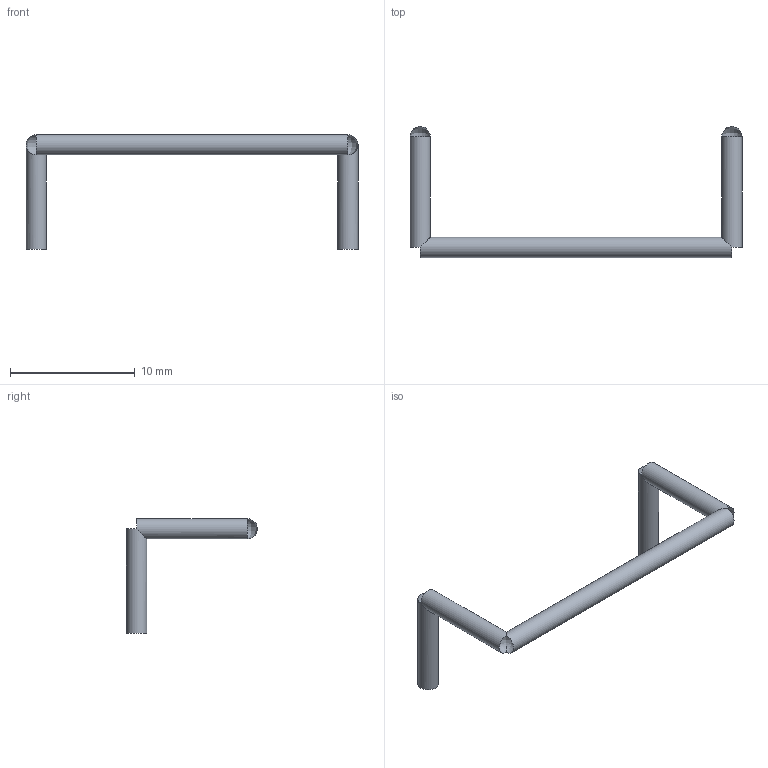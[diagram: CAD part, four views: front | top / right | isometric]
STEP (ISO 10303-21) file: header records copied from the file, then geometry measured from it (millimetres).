
FILE_DESCRIPTION(('FreeCAD Model'),'2;1');
FILE_NAME('Open CASCADE Shape Model','2026-01-29T21:22:08',('Author'),( ''),'Open CASCADE STEP processor 7.9','FreeCAD','Unknown');
FILE_SCHEMA(('AUTOMOTIVE_DESIGN { 1 0 10303 214 1 1 1 1 }'));
Length unit declared in the file: millimetre
Products named in the file (1): Wire Body
Bounding box: 26.63 x 10.52 x 9.2 mm (x, y, z)
Volume: 114.3 mm3; surface area: 323.1 mm2
Topology: 1 solids, 1 shells, 11 faces, 30 edges, 13 vertices
Faces by surface type: cylinder 5, revolution 4, plane 2
Full cylindrical faces by diameter (mm): 1.628 x5
Entity records: 331 total; most frequent: DIRECTION 67, CARTESIAN_POINT 51, ORIENTED_EDGE 44, AXIS2_PLACEMENT_3D 29, EDGE_CURVE 22, CIRCLE 14, VERTEX_POINT 13, ADVANCED_FACE 11
